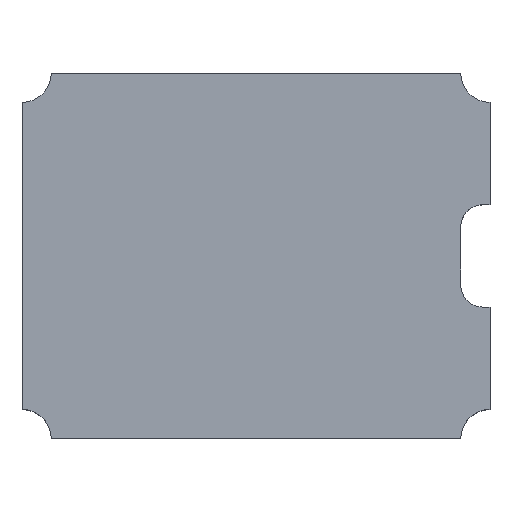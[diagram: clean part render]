
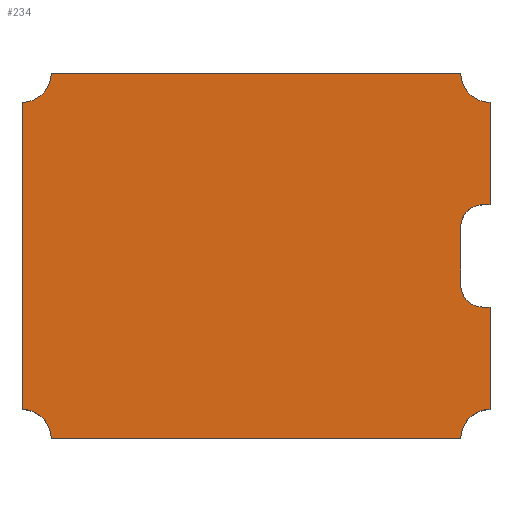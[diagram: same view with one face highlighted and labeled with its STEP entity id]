
A CAD part, top view. The second image highlights one B-rep face of the part: STEP entity #234.
In plain terms, the highlighted planar face has unit normal (0, 0, 1).
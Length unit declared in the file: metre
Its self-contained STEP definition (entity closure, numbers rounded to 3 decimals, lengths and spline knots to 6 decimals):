
#124 = EDGE_CURVE( '', #329, #330, #331, .T. );
#132 = EDGE_CURVE( '', #344, #345, #346, .T. );
#160 = EDGE_CURVE( '', #362, #381, #390, .T. );
#166 = EDGE_CURVE( '', #398, #399, #400, .T. );
#170 = EDGE_CURVE( '', #405, #345, #406, .T. );
#178 = EDGE_CURVE( '', #408, #395, #417, .T. );
#190 = EDGE_CURVE( '', #405, #408, #433, .T. );
#212 = EDGE_CURVE( '', #398, #330, #464, .T. );
#214 = EDGE_CURVE( '', #395, #419, #466, .T. );
#220 = EDGE_CURVE( '', #344, #381, #473, .T. );
#222 = EDGE_CURVE( '', #419, #475, #476, .T. );
#234 = ADVANCED_FACE( '', ( #491 ), #492, .F. );
#250 = EDGE_CURVE( '', #362, #399, #510, .T. );
#258 = EDGE_CURVE( '', #329, #519, #520, .T. );
#266 = EDGE_CURVE( '', #475, #519, #528, .T. );
#329 = VERTEX_POINT( '', #591 );
#330 = VERTEX_POINT( '', #592 );
#331 = CIRCLE( '', #593, 0.0002 );
#344 = VERTEX_POINT( '', #611 );
#345 = VERTEX_POINT( '', #612 );
#346 = CIRCLE( '', #613, 0.0002 );
#362 = VERTEX_POINT( '', #636 );
#381 = VERTEX_POINT( '', #663 );
#390 = CIRCLE( '', #678, 0.0002 );
#395 = VERTEX_POINT( '', #684 );
#398 = VERTEX_POINT( '', #689 );
#399 = VERTEX_POINT( '', #690 );
#400 = CIRCLE( '', #691, 0.0002 );
#405 = VERTEX_POINT( '', #699 );
#406 = LINE( '', #700, #701 );
#408 = VERTEX_POINT( '', #704 );
#417 = CIRCLE( '', #719, 0.00015 );
#419 = VERTEX_POINT( '', #722 );
#433 = LINE( '', #739, #740 );
#464 = LINE( '', #777, #778 );
#466 = LINE( '', #781, #782 );
#473 = LINE( '', #793, #794 );
#475 = VERTEX_POINT( '', #797 );
#476 = CIRCLE( '', #798, 0.00015 );
#491 = FACE_OUTER_BOUND( '', #818, .T. );
#492 = PLANE( '', #819 );
#510 = LINE( '', #850, #851 );
#519 = VERTEX_POINT( '', #865 );
#520 = LINE( '', #866, #867 );
#528 = LINE( '', #882, #883 );
#591 = CARTESIAN_POINT( '', ( 0.0016, -0.001055, 0.000917 ) );
#592 = CARTESIAN_POINT( '', ( 0.0014, -0.001255, 0.000917 ) );
#593 = AXIS2_PLACEMENT_3D( '', #965, #966, #967 );
#611 = CARTESIAN_POINT( '', ( 0.0014, 0.001245, 0.000917 ) );
#612 = CARTESIAN_POINT( '', ( 0.0016, 0.001045, 0.000917 ) );
#613 = AXIS2_PLACEMENT_3D( '', #978, #979, #980 );
#636 = CARTESIAN_POINT( '', ( -0.0016, 0.001045, 0.000917 ) );
#663 = CARTESIAN_POINT( '', ( -0.0014, 0.001245, 0.000917 ) );
#678 = AXIS2_PLACEMENT_3D( '', #1012, #1013, #1014 );
#684 = CARTESIAN_POINT( '', ( 0.0014, 0.000195, 0.000917 ) );
#689 = CARTESIAN_POINT( '', ( -0.0014, -0.001255, 0.000917 ) );
#690 = CARTESIAN_POINT( '', ( -0.0016, -0.001055, 0.000917 ) );
#691 = AXIS2_PLACEMENT_3D( '', #1024, #1025, #1026 );
#699 = CARTESIAN_POINT( '', ( 0.0016, 0.000345, 0.000917 ) );
#700 = CARTESIAN_POINT( '', ( 0.0016, -0.001255, 0.000917 ) );
#701 = VECTOR( '', #1028, 1. );
#704 = CARTESIAN_POINT( '', ( 0.00155, 0.000345, 0.000917 ) );
#719 = AXIS2_PLACEMENT_3D( '', #1032, #1033, #1034 );
#722 = CARTESIAN_POINT( '', ( 0.0014, -0.000205, 0.000917 ) );
#739 = CARTESIAN_POINT( '', ( 0.0016, 0.000345, 0.000917 ) );
#740 = VECTOR( '', #1065, 1. );
#777 = CARTESIAN_POINT( '', ( -0.0016, -0.001255, 0.000917 ) );
#778 = VECTOR( '', #1133, 1. );
#781 = CARTESIAN_POINT( '', ( 0.0014, 0.000195, 0.000917 ) );
#782 = VECTOR( '', #1134, 1. );
#793 = CARTESIAN_POINT( '', ( -0.0016, 0.001245, 0.000917 ) );
#794 = VECTOR( '', #1139, 1. );
#797 = CARTESIAN_POINT( '', ( 0.00155, -0.000355, 0.000917 ) );
#798 = AXIS2_PLACEMENT_3D( '', #1140, #1141, #1142 );
#818 = EDGE_LOOP( '', ( #1165, #1166, #1167, #1168, #1169, #1170, #1171, #1172, #1173, #1174, #1175, #1176, #1177, #1178 ) );
#819 = AXIS2_PLACEMENT_3D( '', #1179, #1180, #1181 );
#850 = CARTESIAN_POINT( '', ( -0.0016, -0.001255, 0.000917 ) );
#851 = VECTOR( '', #1196, 1. );
#865 = CARTESIAN_POINT( '', ( 0.0016, -0.000355, 0.000917 ) );
#866 = CARTESIAN_POINT( '', ( 0.0016, -0.001255, 0.000917 ) );
#867 = VECTOR( '', #1207, 1. );
#882 = CARTESIAN_POINT( '', ( 0.0016, -0.000355, 0.000917 ) );
#883 = VECTOR( '', #1211, 1. );
#965 = CARTESIAN_POINT( '', ( 0.0016, -0.001255, 0.000917 ) );
#966 = DIRECTION( '', ( 0., 0., 1. ) );
#967 = DIRECTION( '', ( 0., -1., 0. ) );
#978 = CARTESIAN_POINT( '', ( 0.0016, 0.001245, 0.000917 ) );
#979 = DIRECTION( '', ( 0., 0., 1. ) );
#980 = DIRECTION( '', ( 0., -1., 0. ) );
#1012 = CARTESIAN_POINT( '', ( -0.0016, 0.001245, 0.000917 ) );
#1013 = DIRECTION( '', ( 0., 0., 1. ) );
#1014 = DIRECTION( '', ( 0., -1., 0. ) );
#1024 = CARTESIAN_POINT( '', ( -0.0016, -0.001255, 0.000917 ) );
#1025 = DIRECTION( '', ( 0., 0., 1. ) );
#1026 = DIRECTION( '', ( 0., -1., 0. ) );
#1028 = DIRECTION( '', ( 0., 1., 0. ) );
#1032 = CARTESIAN_POINT( '', ( 0.00155, 0.000195, 0.000917 ) );
#1033 = DIRECTION( '', ( 0., 0., 1. ) );
#1034 = DIRECTION( '', ( 0., -1., 0. ) );
#1065 = DIRECTION( '', ( -1., 0., 0. ) );
#1133 = DIRECTION( '', ( 1., 0., 0. ) );
#1134 = DIRECTION( '', ( 0., -1., 0. ) );
#1139 = DIRECTION( '', ( -1., 0., 0. ) );
#1140 = CARTESIAN_POINT( '', ( 0.00155, -0.000205, 0.000917 ) );
#1141 = DIRECTION( '', ( 0., 0., 1. ) );
#1142 = DIRECTION( '', ( 0., 1., 0. ) );
#1165 = ORIENTED_EDGE( '', *, *, #212, .T. );
#1166 = ORIENTED_EDGE( '', *, *, #124, .F. );
#1167 = ORIENTED_EDGE( '', *, *, #258, .T. );
#1168 = ORIENTED_EDGE( '', *, *, #266, .F. );
#1169 = ORIENTED_EDGE( '', *, *, #222, .F. );
#1170 = ORIENTED_EDGE( '', *, *, #214, .F. );
#1171 = ORIENTED_EDGE( '', *, *, #178, .F. );
#1172 = ORIENTED_EDGE( '', *, *, #190, .F. );
#1173 = ORIENTED_EDGE( '', *, *, #170, .T. );
#1174 = ORIENTED_EDGE( '', *, *, #132, .F. );
#1175 = ORIENTED_EDGE( '', *, *, #220, .T. );
#1176 = ORIENTED_EDGE( '', *, *, #160, .F. );
#1177 = ORIENTED_EDGE( '', *, *, #250, .T. );
#1178 = ORIENTED_EDGE( '', *, *, #166, .F. );
#1179 = CARTESIAN_POINT( '', ( 0., -0.000005, 0.000917 ) );
#1180 = DIRECTION( '', ( 0., 0., -1. ) );
#1181 = DIRECTION( '', ( 0., -1., 0. ) );
#1196 = DIRECTION( '', ( 0., -1., 0. ) );
#1207 = DIRECTION( '', ( 0., 1., 0. ) );
#1211 = DIRECTION( '', ( 1., 0., 0. ) );
